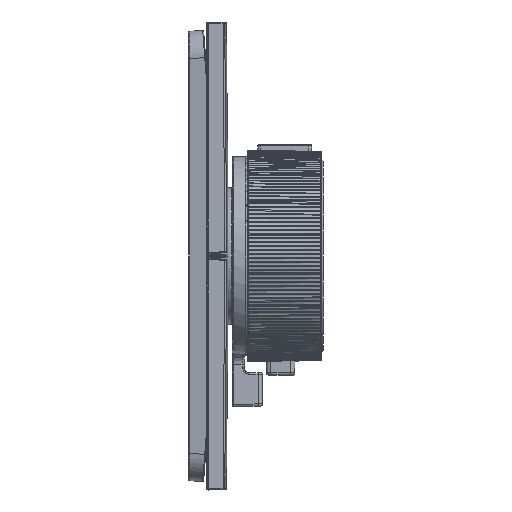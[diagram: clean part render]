
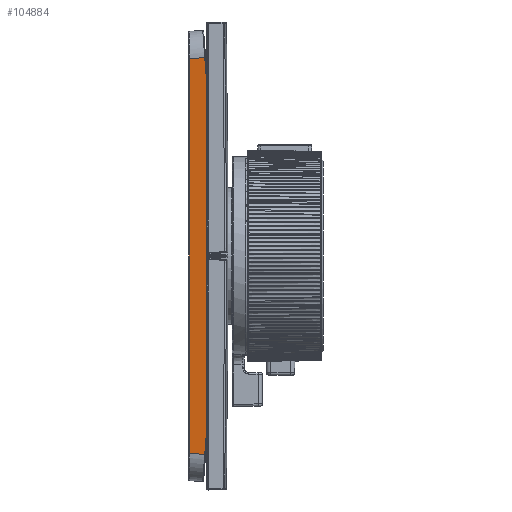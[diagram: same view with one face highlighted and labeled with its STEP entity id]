
A CAD part, front view. The second image highlights one B-rep face of the part: STEP entity #104884.
In plain terms, the highlighted planar face has unit normal (-0.132, -0.991, 0).
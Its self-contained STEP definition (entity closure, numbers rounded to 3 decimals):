
#102728=CARTESIAN_POINT('Vertex',(0.174,-74.523,-65.467)) ;
#103278=CARTESIAN_POINT('Line Origine',(2.812,-74.875,-65.63)) ;
#103282=CARTESIAN_POINT('Vertex',(5.355,-75.214,-65.786)) ;
#103771=CARTESIAN_POINT('Vertex',(0.174,-74.523,65.467)) ;
#104145=CARTESIAN_POINT('Line Origine',(0.174,-74.523,-37.263)) ;
#104211=CARTESIAN_POINT('Vertex',(6.,-75.3,-57.395)) ;
#104214=CARTESIAN_POINT('Line Origine',(7.467,-75.496,-38.335)) ;
#104852=CARTESIAN_POINT('Axis2P3D Location',(6.,-75.3,0.)) ;
#104857=CARTESIAN_POINT('Line Origine',(6.,-75.3,0.)) ;
#104861=CARTESIAN_POINT('Vertex',(6.,-75.3,57.395)) ;
#104864=CARTESIAN_POINT('Line Origine',(5.677,-75.257,61.591)) ;
#104868=CARTESIAN_POINT('Vertex',(5.355,-75.214,65.786)) ;
#104871=CARTESIAN_POINT('Line Origine',(2.764,-74.869,65.627)) ;
#103280=VECTOR('Line Direction',#103279,1.) ;
#104147=VECTOR('Line Direction',#104146,1.) ;
#104216=VECTOR('Line Direction',#104215,1.) ;
#104859=VECTOR('Line Direction',#104858,1.) ;
#104866=VECTOR('Line Direction',#104865,1.) ;
#104873=VECTOR('Line Direction',#104872,1.) ;
#103279=DIRECTION('Vector Direction',(-0.989,0.132,0.061)) ;
#104146=DIRECTION('Vector Direction',(0.,0.,-1.)) ;
#104215=DIRECTION('Vector Direction',(0.077,-0.01,0.997)) ;
#104853=DIRECTION('Axis2P3D Direction',(-0.132,-0.991,-0.)) ;
#104854=DIRECTION('Axis2P3D XDirection',(-0.991,0.132,0.)) ;
#104858=DIRECTION('Vector Direction',(0.,0.,1.)) ;
#104865=DIRECTION('Vector Direction',(-0.077,0.01,0.997)) ;
#104872=DIRECTION('Vector Direction',(-0.989,0.132,-0.061)) ;
#104855=AXIS2_PLACEMENT_3D('Plane Axis2P3D',#104852,#104853,#104854) ;
#103281=LINE('Line',#103278,#103280) ;
#104148=LINE('Line',#104145,#104147) ;
#104217=LINE('Line',#104214,#104216) ;
#104860=LINE('Line',#104857,#104859) ;
#104867=LINE('Line',#104864,#104866) ;
#104874=LINE('Line',#104871,#104873) ;
#104856=PLANE('',#104855) ;
#103284=EDGE_CURVE('',#102729,#103283,#103281,.F.) ;
#104149=EDGE_CURVE('',#103772,#102729,#104148,.T.) ;
#104218=EDGE_CURVE('',#103283,#104212,#104217,.T.) ;
#104863=EDGE_CURVE('',#104862,#104212,#104860,.F.) ;
#104870=EDGE_CURVE('',#104869,#104862,#104867,.F.) ;
#104875=EDGE_CURVE('',#103772,#104869,#104874,.F.) ;
#104877=ORIENTED_EDGE('',*,*,#104863,.F.) ;
#104878=ORIENTED_EDGE('',*,*,#104870,.F.) ;
#104879=ORIENTED_EDGE('',*,*,#104875,.F.) ;
#104880=ORIENTED_EDGE('',*,*,#104149,.T.) ;
#104881=ORIENTED_EDGE('',*,*,#103284,.T.) ;
#104882=ORIENTED_EDGE('',*,*,#104218,.T.) ;
#104876=EDGE_LOOP('',(#104877,#104878,#104879,#104880,#104881,#104882)) ;
#102729=VERTEX_POINT('',#102728) ;
#103283=VERTEX_POINT('',#103282) ;
#103772=VERTEX_POINT('',#103771) ;
#104212=VERTEX_POINT('',#104211) ;
#104862=VERTEX_POINT('',#104861) ;
#104869=VERTEX_POINT('',#104868) ;
#104884=ADVANCED_FACE('Low',(#104883),#104856,.T.) ;
#104883=FACE_OUTER_BOUND('',#104876,.T.) ;
